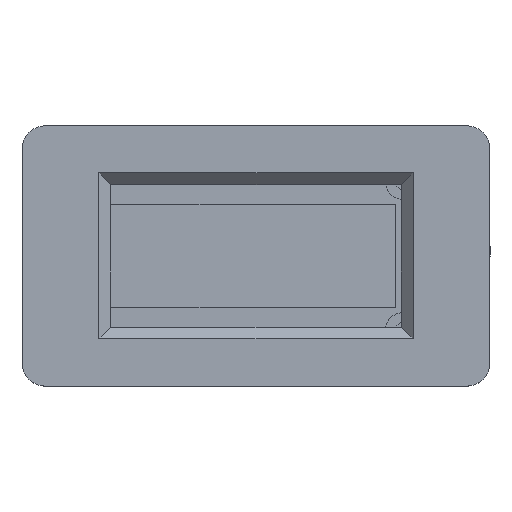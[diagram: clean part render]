
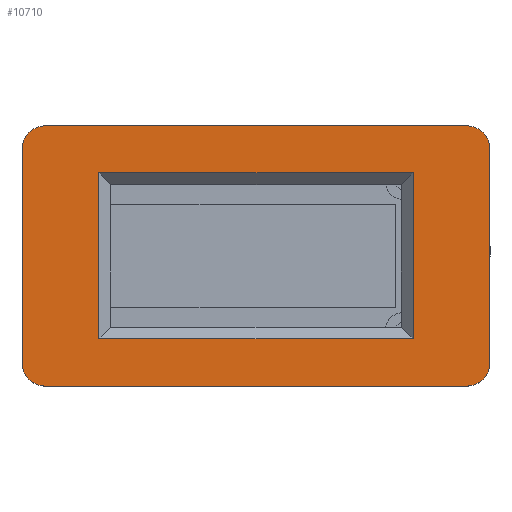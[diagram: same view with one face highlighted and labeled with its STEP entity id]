
A CAD part, top view. The second image highlights one B-rep face of the part: STEP entity #10710.
In plain terms, the highlighted face is planar.
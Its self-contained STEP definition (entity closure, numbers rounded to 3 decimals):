
#360=FACE_BOUND('',#1580,.T.);
#430=CIRCLE('',#11279,4.);
#431=CIRCLE('',#11280,4.);
#432=CIRCLE('',#11281,4.);
#433=CIRCLE('',#11282,4.);
#990=FACE_OUTER_BOUND('',#1579,.T.);
#1579=EDGE_LOOP('',(#9428,#9429,#9430,#9431,#9432,#9433,#9434,#9435));
#1580=EDGE_LOOP('',(#9436,#9437,#9438,#9439));
#2750=LINE('',#17846,#4001);
#2755=LINE('',#17856,#4006);
#2758=LINE('',#17862,#4009);
#2761=LINE('',#17866,#4012);
#2767=LINE('',#17882,#4018);
#2768=LINE('',#17886,#4019);
#2769=LINE('',#17890,#4020);
#2770=LINE('',#17893,#4021);
#4001=VECTOR('',#13399,10.);
#4006=VECTOR('',#13406,10.);
#4009=VECTOR('',#13411,10.);
#4012=VECTOR('',#13416,10.);
#4018=VECTOR('',#13430,10.);
#4019=VECTOR('',#13433,10.);
#4020=VECTOR('',#13436,10.);
#4021=VECTOR('',#13439,10.);
#5043=VERTEX_POINT('',#17844);
#5044=VERTEX_POINT('',#17845);
#5048=VERTEX_POINT('',#17855);
#5050=VERTEX_POINT('',#17861);
#5054=VERTEX_POINT('',#17878);
#5055=VERTEX_POINT('',#17879);
#5056=VERTEX_POINT('',#17881);
#5057=VERTEX_POINT('',#17883);
#5058=VERTEX_POINT('',#17885);
#5059=VERTEX_POINT('',#17887);
#5060=VERTEX_POINT('',#17889);
#5061=VERTEX_POINT('',#17891);
#6514=EDGE_CURVE('',#5043,#5044,#2750,.T.);
#6519=EDGE_CURVE('',#5044,#5048,#2755,.T.);
#6522=EDGE_CURVE('',#5048,#5050,#2758,.T.);
#6525=EDGE_CURVE('',#5050,#5043,#2761,.T.);
#6531=EDGE_CURVE('',#5054,#5055,#430,.T.);
#6532=EDGE_CURVE('',#5056,#5054,#2767,.T.);
#6533=EDGE_CURVE('',#5057,#5056,#431,.T.);
#6534=EDGE_CURVE('',#5058,#5057,#2768,.T.);
#6535=EDGE_CURVE('',#5059,#5058,#432,.T.);
#6536=EDGE_CURVE('',#5060,#5059,#2769,.T.);
#6537=EDGE_CURVE('',#5061,#5060,#433,.T.);
#6538=EDGE_CURVE('',#5055,#5061,#2770,.T.);
#9428=ORIENTED_EDGE('',*,*,#6531,.F.);
#9429=ORIENTED_EDGE('',*,*,#6532,.F.);
#9430=ORIENTED_EDGE('',*,*,#6533,.F.);
#9431=ORIENTED_EDGE('',*,*,#6534,.F.);
#9432=ORIENTED_EDGE('',*,*,#6535,.F.);
#9433=ORIENTED_EDGE('',*,*,#6536,.F.);
#9434=ORIENTED_EDGE('',*,*,#6537,.F.);
#9435=ORIENTED_EDGE('',*,*,#6538,.F.);
#9436=ORIENTED_EDGE('',*,*,#6514,.F.);
#9437=ORIENTED_EDGE('',*,*,#6525,.F.);
#9438=ORIENTED_EDGE('',*,*,#6522,.F.);
#9439=ORIENTED_EDGE('',*,*,#6519,.F.);
#10171=PLANE('',#11278);
#10710=ADVANCED_FACE('',(#990,#360),#10171,.F.);
#11278=AXIS2_PLACEMENT_3D('',#17877,#13426,#13427);
#11279=AXIS2_PLACEMENT_3D('',#17880,#13428,#13429);
#11280=AXIS2_PLACEMENT_3D('',#17884,#13431,#13432);
#11281=AXIS2_PLACEMENT_3D('',#17888,#13434,#13435);
#11282=AXIS2_PLACEMENT_3D('',#17892,#13437,#13438);
#13399=DIRECTION('',(0.,-1.,0.));
#13406=DIRECTION('',(-1.,0.,0.));
#13411=DIRECTION('',(0.,1.,0.));
#13416=DIRECTION('',(1.,0.,0.));
#13426=DIRECTION('center_axis',(0.,0.,1.));
#13427=DIRECTION('ref_axis',(1.,0.,0.));
#13428=DIRECTION('center_axis',(0.,0.,1.));
#13429=DIRECTION('ref_axis',(0.707,0.707,0.));
#13430=DIRECTION('',(0.,1.,0.));
#13431=DIRECTION('center_axis',(0.,0.,1.));
#13432=DIRECTION('ref_axis',(0.707,-0.707,0.));
#13433=DIRECTION('',(1.,0.,0.));
#13434=DIRECTION('center_axis',(0.,0.,1.));
#13435=DIRECTION('ref_axis',(-0.707,-0.707,0.));
#13436=DIRECTION('',(0.,-1.,0.));
#13437=DIRECTION('center_axis',(0.,0.,1.));
#13438=DIRECTION('ref_axis',(-0.707,0.707,0.));
#13439=DIRECTION('',(-1.,0.,0.));
#17844=CARTESIAN_POINT('',(29.3,14.1,0.));
#17845=CARTESIAN_POINT('',(29.3,-14.1,0.));
#17846=CARTESIAN_POINT('',(29.3,6.05,0.));
#17855=CARTESIAN_POINT('',(-24.048,-14.1,0.));
#17856=CARTESIAN_POINT('',(14.963,-14.1,0.));
#17861=CARTESIAN_POINT('',(-24.048,14.1,0.));
#17862=CARTESIAN_POINT('',(-24.048,-6.05,0.));
#17866=CARTESIAN_POINT('',(-9.711,14.1,0.));
#17877=CARTESIAN_POINT('Origin',(2.626,0.,0.));
#17878=CARTESIAN_POINT('',(42.352,18.1,0.));
#17879=CARTESIAN_POINT('',(38.352,22.1,0.));
#17880=CARTESIAN_POINT('Origin',(38.352,18.1,0.));
#17881=CARTESIAN_POINT('',(42.352,-18.1,0.));
#17882=CARTESIAN_POINT('',(42.352,-22.1,0.));
#17883=CARTESIAN_POINT('',(38.352,-22.1,0.));
#17884=CARTESIAN_POINT('Origin',(38.352,-18.1,0.));
#17885=CARTESIAN_POINT('',(-33.1,-22.1,0.));
#17886=CARTESIAN_POINT('',(-37.1,-22.1,0.));
#17887=CARTESIAN_POINT('',(-37.1,-18.1,0.));
#17888=CARTESIAN_POINT('Origin',(-33.1,-18.1,0.));
#17889=CARTESIAN_POINT('',(-37.1,18.1,0.));
#17890=CARTESIAN_POINT('',(-37.1,22.1,0.));
#17891=CARTESIAN_POINT('',(-33.1,22.1,0.));
#17892=CARTESIAN_POINT('Origin',(-33.1,18.1,0.));
#17893=CARTESIAN_POINT('',(42.352,22.1,0.));
